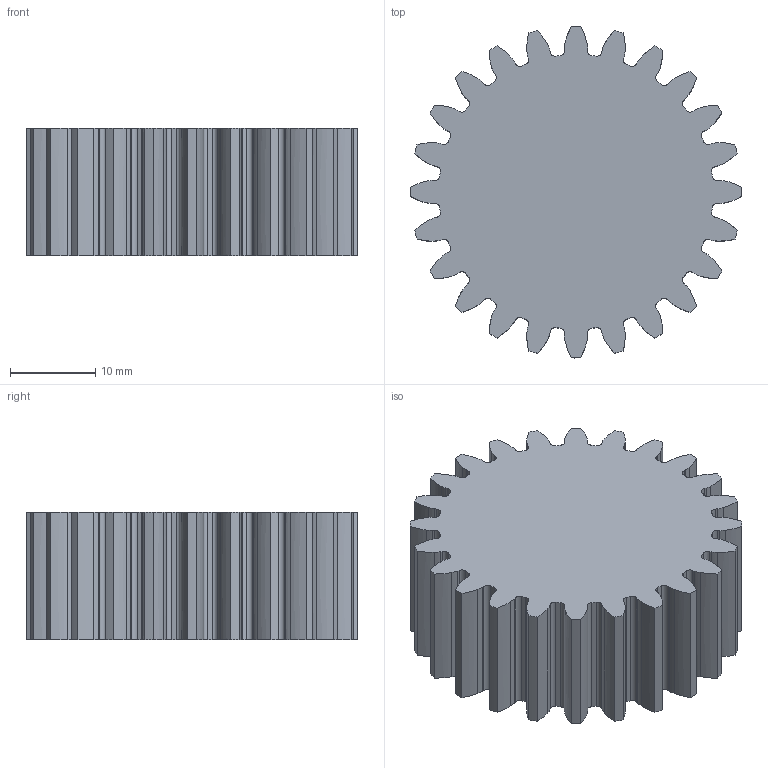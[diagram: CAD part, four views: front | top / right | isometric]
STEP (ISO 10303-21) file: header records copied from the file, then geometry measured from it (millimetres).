
FILE_DESCRIPTION(('FreeCAD Model'),'2;1');
FILE_NAME('Open CASCADE Shape Model','2026-01-17T15:34:41',('Author'),( ''),'Open CASCADE STEP processor 7.8','FreeCAD','Unknown');
FILE_SCHEMA(('AUTOMOTIVE_DESIGN { 1 0 10303 214 1 1 1 1 }'));
Length unit declared in the file: millimetre
Products named in the file (1): Body
Bounding box: 39 x 39 x 15 mm (x, y, z)
Volume: 15027.6 mm3; surface area: 5380.4 mm2
Topology: 1 solids, 1 shells, 242 faces, 720 edges, 480 vertices
Faces by surface type: extrusion 96, cylinder 96, plane 50
Entity records: 8638 total; most frequent: CARTESIAN_POINT 2307, ORIENTED_EDGE 1440, DIRECTION 1110, EDGE_CURVE 720, VERTEX_POINT 480, VECTOR 432, AXIS2_PLACEMENT_3D 339, LINE 336
